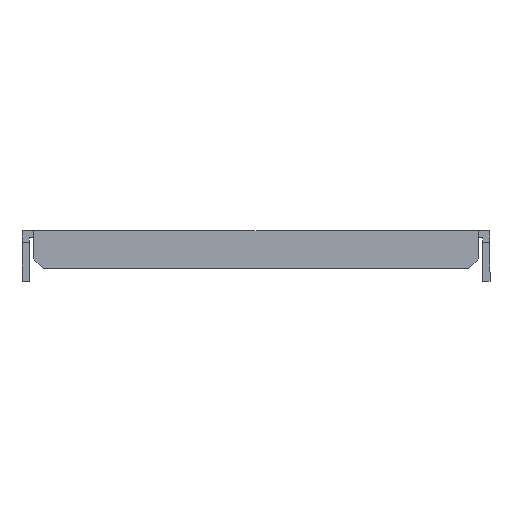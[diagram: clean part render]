
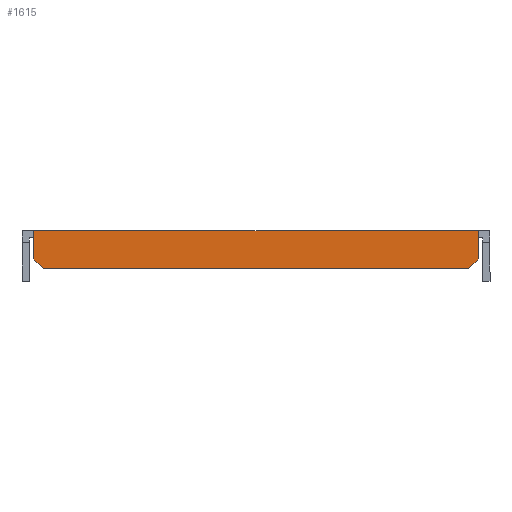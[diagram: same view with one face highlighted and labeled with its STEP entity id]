
A CAD part, front view. The second image highlights one B-rep face of the part: STEP entity #1615.
In plain terms, the highlighted planar face has unit normal (0, -1, 0).
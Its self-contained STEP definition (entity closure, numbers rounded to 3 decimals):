
#18 = DIRECTION ( 'NONE',  ( 0., 0., 1. ) ) ;
#56 = VERTEX_POINT ( 'NONE', #134 ) ;
#61 = VERTEX_POINT ( 'NONE', #898 ) ;
#134 = CARTESIAN_POINT ( 'NONE',  ( 47., -110., 0. ) ) ;
#200 = DIRECTION ( 'NONE',  ( 0., 0., 1. ) ) ;
#234 = CARTESIAN_POINT ( 'NONE',  ( 47., -110., -6. ) ) ;
#266 = CARTESIAN_POINT ( 'NONE',  ( 47., -110., -2.5 ) ) ;
#279 = VECTOR ( 'NONE', #850, 1000. ) ;
#287 = ORIENTED_EDGE ( 'NONE', *, *, #1265, .T. ) ;
#327 = ORIENTED_EDGE ( 'NONE', *, *, #1038, .F. ) ;
#342 = VECTOR ( 'NONE', #1621, 1000. ) ;
#419 = ORIENTED_EDGE ( 'NONE', *, *, #1102, .T. ) ;
#444 = EDGE_CURVE ( 'NONE', #1676, #1359, #1611, .T. ) ;
#445 = LINE ( 'NONE', #552, #342 ) ;
#447 = VERTEX_POINT ( 'NONE', #975 ) ;
#449 = EDGE_CURVE ( 'NONE', #61, #56, #1580, .T. ) ;
#502 = DIRECTION ( 'NONE',  ( 1., 0., 0. ) ) ;
#519 = EDGE_CURVE ( 'NONE', #1304, #703, #445, .T. ) ;
#552 = CARTESIAN_POINT ( 'NONE',  ( -45., -110., -8. ) ) ;
#629 = LINE ( 'NONE', #969, #1346 ) ;
#657 = LINE ( 'NONE', #1285, #664 ) ;
#664 = VECTOR ( 'NONE', #1246, 1000. ) ;
#703 = VERTEX_POINT ( 'NONE', #1413 ) ;
#759 = VECTOR ( 'NONE', #896, 1000. ) ;
#771 = CARTESIAN_POINT ( 'NONE',  ( 47., -110., -6. ) ) ;
#850 = DIRECTION ( 'NONE',  ( 0.707, 0., 0.707 ) ) ;
#896 = DIRECTION ( 'NONE',  ( 0., 0., 1. ) ) ;
#898 = CARTESIAN_POINT ( 'NONE',  ( 47., -110., -2.5 ) ) ;
#922 = CARTESIAN_POINT ( 'NONE',  ( -47., -110., -6. ) ) ;
#969 = CARTESIAN_POINT ( 'NONE',  ( -47., -110., 0. ) ) ;
#975 = CARTESIAN_POINT ( 'NONE',  ( -47., -110., 0. ) ) ;
#992 = VECTOR ( 'NONE', #18, 1000. ) ;
#1009 = VERTEX_POINT ( 'NONE', #1381 ) ;
#1038 = EDGE_CURVE ( 'NONE', #1009, #447, #1597, .T. ) ;
#1102 = EDGE_CURVE ( 'NONE', #703, #1676, #1123, .T. ) ;
#1123 = LINE ( 'NONE', #1720, #1566 ) ;
#1128 = CARTESIAN_POINT ( 'NONE',  ( 47., -110., 0. ) ) ;
#1161 = CARTESIAN_POINT ( 'NONE',  ( -47., -110., 0. ) ) ;
#1177 = ORIENTED_EDGE ( 'NONE', *, *, #444, .T. ) ;
#1199 = LINE ( 'NONE', #1128, #992 ) ;
#1214 = CARTESIAN_POINT ( 'NONE',  ( 45., -110., -8. ) ) ;
#1246 = DIRECTION ( 'NONE',  ( -1., 0., 0. ) ) ;
#1260 = EDGE_CURVE ( 'NONE', #1359, #61, #1199, .T. ) ;
#1265 = EDGE_CURVE ( 'NONE', #1009, #1304, #629, .T. ) ;
#1285 = CARTESIAN_POINT ( 'NONE',  ( 0., -110., 0. ) ) ;
#1292 = ORIENTED_EDGE ( 'NONE', *, *, #519, .T. ) ;
#1304 = VERTEX_POINT ( 'NONE', #922 ) ;
#1346 = VECTOR ( 'NONE', #1387, 1000. ) ;
#1350 = EDGE_CURVE ( 'NONE', #56, #447, #657, .T. ) ;
#1357 = CARTESIAN_POINT ( 'NONE',  ( 0., -110., 0. ) ) ;
#1359 = VERTEX_POINT ( 'NONE', #771 ) ;
#1377 = VECTOR ( 'NONE', #200, 1000. ) ;
#1378 = EDGE_LOOP ( 'NONE', ( #287, #1292, #419, #1177, #1988, #1673, #1637, #327 ) ) ;
#1381 = CARTESIAN_POINT ( 'NONE',  ( -47., -110., -2.5 ) ) ;
#1387 = DIRECTION ( 'NONE',  ( 0., 0., -1. ) ) ;
#1413 = CARTESIAN_POINT ( 'NONE',  ( -45., -110., -8. ) ) ;
#1478 = FACE_OUTER_BOUND ( 'NONE', #1378, .T. ) ;
#1515 = PLANE ( 'NONE',  #1793 ) ;
#1566 = VECTOR ( 'NONE', #502, 1000. ) ;
#1580 = LINE ( 'NONE', #266, #759 ) ;
#1597 = LINE ( 'NONE', #1161, #1377 ) ;
#1611 = LINE ( 'NONE', #234, #279 ) ;
#1615 = ADVANCED_FACE ( 'NONE', ( #1478 ), #1515, .F. ) ;
#1621 = DIRECTION ( 'NONE',  ( 0.707, 0., -0.707 ) ) ;
#1637 = ORIENTED_EDGE ( 'NONE', *, *, #1350, .T. ) ;
#1671 = DIRECTION ( 'NONE',  ( 0., 0., 1. ) ) ;
#1673 = ORIENTED_EDGE ( 'NONE', *, *, #449, .T. ) ;
#1676 = VERTEX_POINT ( 'NONE', #1214 ) ;
#1720 = CARTESIAN_POINT ( 'NONE',  ( 0., -110., -8. ) ) ;
#1793 = AXIS2_PLACEMENT_3D ( 'NONE', #1357, #1978, #1671 ) ;
#1978 = DIRECTION ( 'NONE',  ( 0., 1., 0. ) ) ;
#1988 = ORIENTED_EDGE ( 'NONE', *, *, #1260, .T. ) ;
